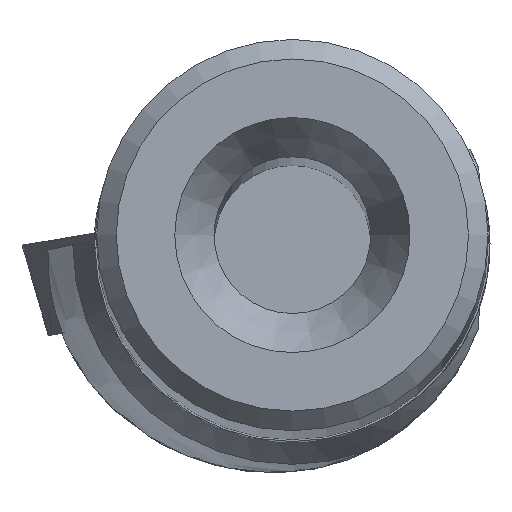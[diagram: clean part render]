
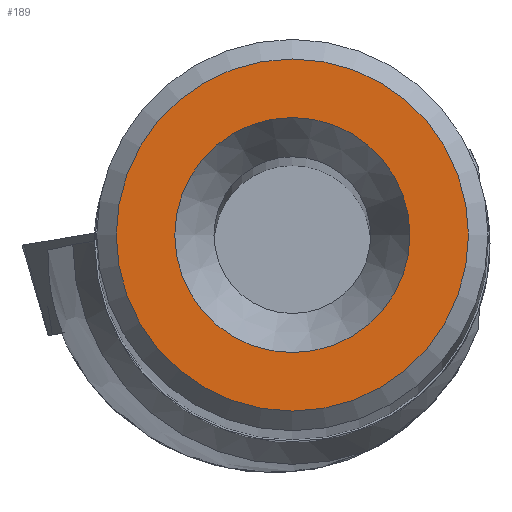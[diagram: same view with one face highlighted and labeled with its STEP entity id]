
A CAD part, top view. The second image highlights one B-rep face of the part: STEP entity #189.
In plain terms, the highlighted planar face has unit normal (0, 0, 1).
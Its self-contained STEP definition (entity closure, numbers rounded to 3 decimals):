
#189=ADVANCED_FACE('',(#306,#307),#218,.T.);
#218=PLANE('',#847);
#306=FACE_BOUND('',#358,.T.);
#307=FACE_BOUND('',#359,.T.);
#358=EDGE_LOOP('',(#486));
#359=EDGE_LOOP('',(#487));
#486=ORIENTED_EDGE('',*,*,#679,.F.);
#487=ORIENTED_EDGE('',*,*,#680,.T.);
#603=VERTEX_POINT('',#1343);
#604=VERTEX_POINT('',#1345);
#679=EDGE_CURVE('',#603,#603,#723,.T.);
#680=EDGE_CURVE('',#604,#604,#724,.T.);
#723=CIRCLE('',#845,3.);
#724=CIRCLE('',#846,4.494);
#845=AXIS2_PLACEMENT_3D('',#1342,#999,#1000);
#846=AXIS2_PLACEMENT_3D('',#1344,#1001,#1002);
#847=AXIS2_PLACEMENT_3D('',#1346,#1003,#1004);
#999=DIRECTION('',(0.,0.,1.));
#1000=DIRECTION('',(1.,0.,0.));
#1001=DIRECTION('',(0.,0.,1.));
#1002=DIRECTION('',(1.,0.,0.));
#1003=DIRECTION('',(0.,0.,1.));
#1004=DIRECTION('',(1.,0.,0.));
#1342=CARTESIAN_POINT('',(0.,0.,0.));
#1343=CARTESIAN_POINT('',(3.,0.,0.));
#1344=CARTESIAN_POINT('',(0.,0.,0.));
#1345=CARTESIAN_POINT('',(4.494,0.,0.));
#1346=CARTESIAN_POINT('',(0.,0.,0.));
